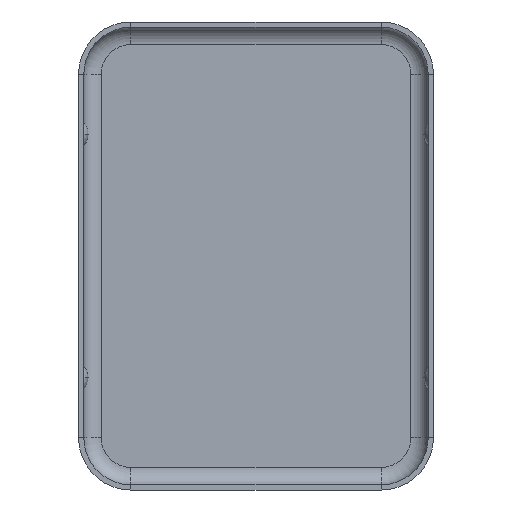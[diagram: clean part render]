
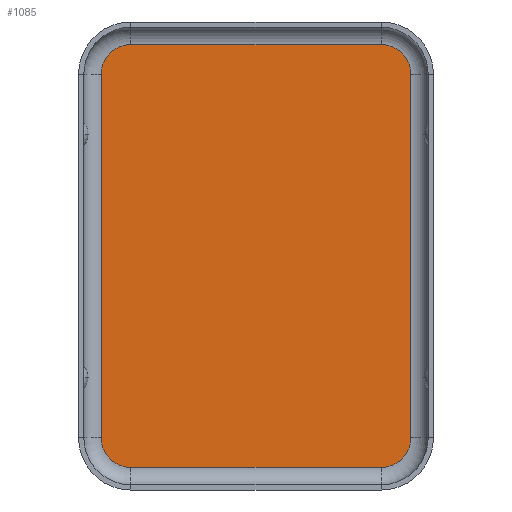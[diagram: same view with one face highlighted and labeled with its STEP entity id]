
A CAD part, front view. The second image highlights one B-rep face of the part: STEP entity #1085.
In plain terms, the highlighted planar face has unit normal (0, -1, 0).
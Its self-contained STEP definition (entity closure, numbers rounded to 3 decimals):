
#10 = CARTESIAN_POINT ( 'NONE',  ( -8.9, 0., -10.45 ) ) ;
#23 = DIRECTION ( 'NONE',  ( 0., -1., 0. ) ) ;
#49 = CARTESIAN_POINT ( 'NONE',  ( 7.2, 0., 12.15 ) ) ;
#52 = VERTEX_POINT ( 'NONE', #273 ) ;
#61 = AXIS2_PLACEMENT_3D ( 'NONE', #1270, #886, #772 ) ;
#62 = CARTESIAN_POINT ( 'NONE',  ( -8.9, 0., 0. ) ) ;
#103 = CARTESIAN_POINT ( 'NONE',  ( 7.2, 0., -12.15 ) ) ;
#109 = CARTESIAN_POINT ( 'NONE',  ( -7.2, 0., 12.15 ) ) ;
#119 = AXIS2_PLACEMENT_3D ( 'NONE', #908, #161, #661 ) ;
#136 = VERTEX_POINT ( 'NONE', #1143 ) ;
#153 = VERTEX_POINT ( 'NONE', #103 ) ;
#161 = DIRECTION ( 'NONE',  ( 0., -1., 0. ) ) ;
#164 = DIRECTION ( 'NONE',  ( 0., -1., 0. ) ) ;
#191 = VERTEX_POINT ( 'NONE', #109 ) ;
#223 = VECTOR ( 'NONE', #918, 1000. ) ;
#263 = LINE ( 'NONE', #1382, #812 ) ;
#273 = CARTESIAN_POINT ( 'NONE',  ( -7.2, 0., -12.15 ) ) ;
#281 = PLANE ( 'NONE',  #119 ) ;
#337 = AXIS2_PLACEMENT_3D ( 'NONE', #1392, #23, #893 ) ;
#380 = DIRECTION ( 'NONE',  ( 0., 0., -1. ) ) ;
#411 = DIRECTION ( 'NONE',  ( 0., 1., 0. ) ) ;
#420 = LINE ( 'NONE', #62, #837 ) ;
#435 = DIRECTION ( 'NONE',  ( 0., 0., -1. ) ) ;
#529 = AXIS2_PLACEMENT_3D ( 'NONE', #906, #164, #781 ) ;
#552 = EDGE_CURVE ( 'NONE', #676, #1196, #420, .T. ) ;
#621 = EDGE_CURVE ( 'NONE', #1500, #191, #705, .T. ) ;
#628 = CIRCLE ( 'NONE', #529, 1.7 ) ;
#631 = CIRCLE ( 'NONE', #1073, 1.7 ) ;
#655 = ORIENTED_EDGE ( 'NONE', *, *, #621, .T. ) ;
#661 = DIRECTION ( 'NONE',  ( 0., 0., -1. ) ) ;
#665 = VECTOR ( 'NONE', #1422, 1000. ) ;
#676 = VERTEX_POINT ( 'NONE', #949 ) ;
#705 = LINE ( 'NONE', #49, #665 ) ;
#715 = ORIENTED_EDGE ( 'NONE', *, *, #552, .T. ) ;
#741 = CARTESIAN_POINT ( 'NONE',  ( 8.9, 0., 10.45 ) ) ;
#762 = CARTESIAN_POINT ( 'NONE',  ( 7.2, 0., 12.15 ) ) ;
#772 = DIRECTION ( 'NONE',  ( 0., 0., 1. ) ) ;
#776 = CIRCLE ( 'NONE', #337, 1.7 ) ;
#781 = DIRECTION ( 'NONE',  ( 0., 0., 1. ) ) ;
#810 = CARTESIAN_POINT ( 'NONE',  ( 7.2, 0., -12.15 ) ) ;
#812 = VECTOR ( 'NONE', #380, 1000. ) ;
#834 = FACE_OUTER_BOUND ( 'NONE', #1281, .T. ) ;
#837 = VECTOR ( 'NONE', #435, 1000. ) ;
#867 = VERTEX_POINT ( 'NONE', #741 ) ;
#886 = DIRECTION ( 'NONE',  ( 0., 1., 0. ) ) ;
#893 = DIRECTION ( 'NONE',  ( 0., 0., -1. ) ) ;
#906 = CARTESIAN_POINT ( 'NONE',  ( -7.2, 0., -10.45 ) ) ;
#908 = CARTESIAN_POINT ( 'NONE',  ( 7.2, 0., -10.45 ) ) ;
#918 = DIRECTION ( 'NONE',  ( -1., 0., 0. ) ) ;
#949 = CARTESIAN_POINT ( 'NONE',  ( -8.9, 0., 10.45 ) ) ;
#962 = ORIENTED_EDGE ( 'NONE', *, *, #1286, .F. ) ;
#963 = ORIENTED_EDGE ( 'NONE', *, *, #1384, .F. ) ;
#1020 = EDGE_CURVE ( 'NONE', #676, #191, #631, .T. ) ;
#1073 = AXIS2_PLACEMENT_3D ( 'NONE', #1390, #411, #1541 ) ;
#1085 = ADVANCED_FACE ( 'NONE', ( #834 ), #281, .T. ) ;
#1132 = CIRCLE ( 'NONE', #61, 1.7 ) ;
#1143 = CARTESIAN_POINT ( 'NONE',  ( 8.9, 0., -10.45 ) ) ;
#1196 = VERTEX_POINT ( 'NONE', #10 ) ;
#1270 = CARTESIAN_POINT ( 'NONE',  ( 7.2, 0., -10.45 ) ) ;
#1281 = EDGE_LOOP ( 'NONE', ( #1418, #963, #962, #1417, #655, #1594, #715, #1391 ) ) ;
#1286 = EDGE_CURVE ( 'NONE', #867, #136, #263, .T. ) ;
#1348 = EDGE_CURVE ( 'NONE', #867, #1500, #776, .T. ) ;
#1382 = CARTESIAN_POINT ( 'NONE',  ( 8.9, 0., 0. ) ) ;
#1384 = EDGE_CURVE ( 'NONE', #136, #153, #1132, .T. ) ;
#1390 = CARTESIAN_POINT ( 'NONE',  ( -7.2, 0., 10.45 ) ) ;
#1391 = ORIENTED_EDGE ( 'NONE', *, *, #1420, .T. ) ;
#1392 = CARTESIAN_POINT ( 'NONE',  ( 7.2, 0., 10.45 ) ) ;
#1417 = ORIENTED_EDGE ( 'NONE', *, *, #1348, .T. ) ;
#1418 = ORIENTED_EDGE ( 'NONE', *, *, #1543, .F. ) ;
#1420 = EDGE_CURVE ( 'NONE', #1196, #52, #628, .T. ) ;
#1422 = DIRECTION ( 'NONE',  ( -1., 0., 0. ) ) ;
#1500 = VERTEX_POINT ( 'NONE', #762 ) ;
#1541 = DIRECTION ( 'NONE',  ( 0., 0., -1. ) ) ;
#1543 = EDGE_CURVE ( 'NONE', #153, #52, #1586, .T. ) ;
#1586 = LINE ( 'NONE', #810, #223 ) ;
#1594 = ORIENTED_EDGE ( 'NONE', *, *, #1020, .F. ) ;
